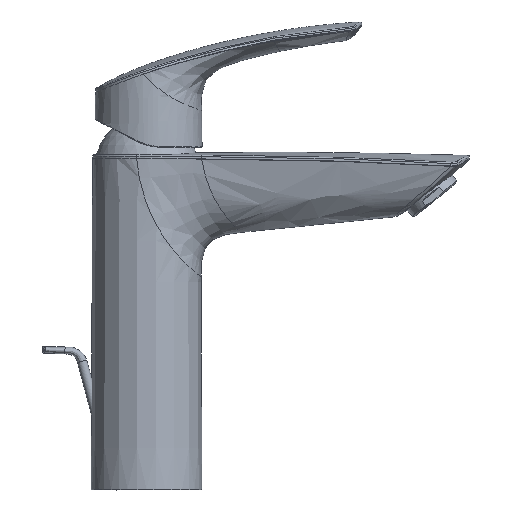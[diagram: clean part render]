
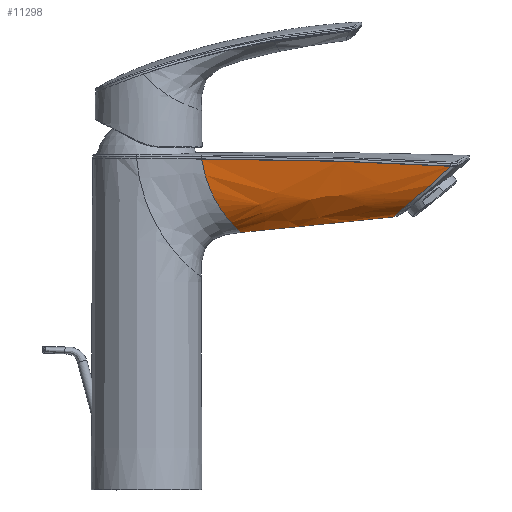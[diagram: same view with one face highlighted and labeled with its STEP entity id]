
A CAD part, front view. The second image highlights one B-rep face of the part: STEP entity #11298.
In plain terms, the highlighted free-form (B-spline) face has degree [2, 1] with [5, 2] control points.
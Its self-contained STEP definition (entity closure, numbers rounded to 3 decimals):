
#5964=ORIENTED_EDGE('',*,*,#8062,.T.);
#5965=ORIENTED_EDGE('',*,*,#8040,.T.);
#5966=ORIENTED_EDGE('',*,*,#8065,.F.);
#5967=ORIENTED_EDGE('',*,*,#8059,.T.);
#8040=EDGE_CURVE('',#9783,#9781,#10038,.T.);
#8059=EDGE_CURVE('',#9802,#9801,#10051,.T.);
#8062=EDGE_CURVE('',#9801,#9783,#10054,.F.);
#8065=EDGE_CURVE('',#9802,#9781,#10057,.F.);
#9781=VERTEX_POINT('',#25663);
#9783=VERTEX_POINT('',#25670);
#9801=VERTEX_POINT('',#25932);
#9802=VERTEX_POINT('',#25938);
#10038=B_SPLINE_CURVE_WITH_KNOTS('',3,(#25665,#25666,#25667,#25668,#25669),
 .UNSPECIFIED.,.F.,.F.,(4,1,4),(0.,0.052,0.104),
 .UNSPECIFIED.);
#10051=B_SPLINE_CURVE_WITH_KNOTS('',3,(#25933,#25934,#25935,#25936,#25937),
 .UNSPECIFIED.,.F.,.F.,(4,1,4),(0.,0.052,0.104),
 .UNSPECIFIED.);
#10054=B_SPLINE_CURVE_WITH_KNOTS('',3,(#26382,#26383,#26384,#26385,#26386,
#26387,#26388,#26389,#26390,#26391,#26392,#26393,#26394,#26395,#26396,#26397,
#26398),.UNSPECIFIED.,.F.,.F.,(4,1,1,1,1,1,1,1,1,1,1,1,1,1,4),(-82.676,
-72.949,-68.086,-63.222,-58.359,-53.495,
-48.631,-43.768,-38.904,-34.041,
-29.177,-24.314,-19.45,-14.587,
-4.86),.UNSPECIFIED.);
#10057=B_SPLINE_CURVE_WITH_KNOTS('',3,(#26478,#26479,#26480,#26481,#26482,
#26483,#26484,#26485,#26486,#26487,#26488,#26489,#26490,#26491,#26492,#26493,
#26494,#26495,#26496),.UNSPECIFIED.,.F.,.F.,(4,1,1,1,1,1,1,1,1,1,1,1,1,
1,1,1,4),(-91.694,-80.271,-74.559,-68.848,
-63.137,-57.425,-51.714,-48.858,
-46.002,-43.147,-40.291,-34.58,
-28.868,-23.157,-17.445,-11.734,
-0.311),.UNSPECIFIED.);
#10495=EDGE_LOOP('',(#5964,#5965,#5966,#5967));
#10935=FACE_BOUND('',#10495,.T.);
#10980=B_SPLINE_SURFACE_WITH_KNOTS('',2,1,((#26468,#26469),(#26470,#26471),
(#26472,#26473),(#26474,#26475),(#26476,#26477)),.PLANE_SURF.,.F.,.F.,.F.,
(3,2,3),(2,2),(-1.,0.,1.),(-83.795,14.494),
 .PIECEWISE_BEZIER_KNOTS.);
#11298=ADVANCED_FACE('',(#10935),#10980,.T.);
#25663=CARTESIAN_POINT('',(23.009,-22.143,138.046));
#25665=CARTESIAN_POINT('',(126.809,-18.329,135.031));
#25666=CARTESIAN_POINT('',(109.542,-19.168,136.124));
#25667=CARTESIAN_POINT('',(74.945,-20.474,137.488));
#25668=CARTESIAN_POINT('',(40.322,-21.597,137.95));
#25669=CARTESIAN_POINT('',(23.009,-22.143,138.046));
#25670=CARTESIAN_POINT('',(126.809,-18.329,135.031));
#25932=CARTESIAN_POINT('',(126.809,18.329,135.031));
#25933=CARTESIAN_POINT('',(23.009,22.143,138.046));
#25934=CARTESIAN_POINT('',(40.322,21.597,137.95));
#25935=CARTESIAN_POINT('',(74.946,20.474,137.488));
#25936=CARTESIAN_POINT('',(109.542,19.168,136.124));
#25937=CARTESIAN_POINT('',(126.809,18.329,135.031));
#25938=CARTESIAN_POINT('',(23.009,22.143,138.046));
#26382=CARTESIAN_POINT('',(126.809,-18.329,135.031));
#26383=CARTESIAN_POINT('',(124.445,-17.9,132.745));
#26384=CARTESIAN_POINT('',(120.843,-17.09,129.4));
#26385=CARTESIAN_POINT('',(116.019,-15.488,125.13));
#26386=CARTESIAN_POINT('',(112.44,-13.931,122.037));
#26387=CARTESIAN_POINT('',(108.99,-11.864,119.089));
#26388=CARTESIAN_POINT('',(105.866,-9.024,116.396));
#26389=CARTESIAN_POINT('',(103.552,-4.991,114.347));
#26390=CARTESIAN_POINT('',(102.809,0.,113.67));
#26391=CARTESIAN_POINT('',(103.552,4.991,114.347));
#26392=CARTESIAN_POINT('',(105.866,9.024,116.396));
#26393=CARTESIAN_POINT('',(108.99,11.864,119.089));
#26394=CARTESIAN_POINT('',(112.44,13.931,122.037));
#26395=CARTESIAN_POINT('',(116.019,15.488,125.13));
#26396=CARTESIAN_POINT('',(120.843,17.09,129.4));
#26397=CARTESIAN_POINT('',(124.445,17.9,132.745));
#26398=CARTESIAN_POINT('',(126.809,18.329,135.031));
#26468=CARTESIAN_POINT('',(20.436,-22.266,138.5));
#26469=CARTESIAN_POINT('',(135.639,-18.729,138.5));
#26470=CARTESIAN_POINT('',(23.118,-19.115,105.776));
#26471=CARTESIAN_POINT('',(108.38,-15.386,114.436));
#26472=CARTESIAN_POINT('',(23.118,0.,105.776));
#26473=CARTESIAN_POINT('',(108.38,0.,114.436));
#26474=CARTESIAN_POINT('',(23.118,19.115,105.776));
#26475=CARTESIAN_POINT('',(108.38,15.386,114.436));
#26476=CARTESIAN_POINT('',(20.436,22.266,138.5));
#26477=CARTESIAN_POINT('',(135.639,18.729,138.5));
#26478=CARTESIAN_POINT('',(23.009,-22.143,138.046));
#26479=CARTESIAN_POINT('',(23.818,-21.569,132.519));
#26480=CARTESIAN_POINT('',(26.22,-20.145,125.41));
#26481=CARTESIAN_POINT('',(30.106,-17.261,118.342));
#26482=CARTESIAN_POINT('',(33.02,-14.646,114.188));
#26483=CARTESIAN_POINT('',(35.594,-11.669,111.133));
#26484=CARTESIAN_POINT('',(37.664,-8.273,108.988));
#26485=CARTESIAN_POINT('',(38.797,-5.056,107.922));
#26486=CARTESIAN_POINT('',(39.263,-2.25,107.495));
#26487=CARTESIAN_POINT('',(39.381,0.,107.388));
#26488=CARTESIAN_POINT('',(39.263,2.25,107.495));
#26489=CARTESIAN_POINT('',(38.797,5.056,107.922));
#26490=CARTESIAN_POINT('',(37.664,8.273,108.988));
#26491=CARTESIAN_POINT('',(35.594,11.669,111.133));
#26492=CARTESIAN_POINT('',(33.021,14.646,114.187));
#26493=CARTESIAN_POINT('',(30.107,17.26,118.342));
#26494=CARTESIAN_POINT('',(26.22,20.145,125.41));
#26495=CARTESIAN_POINT('',(23.818,21.569,132.519));
#26496=CARTESIAN_POINT('',(23.009,22.143,138.046));
